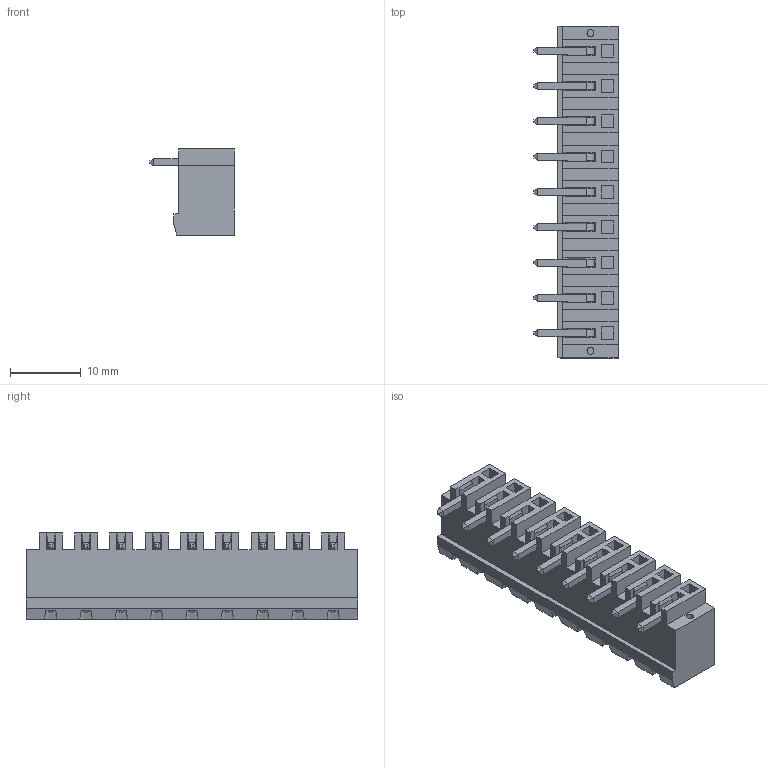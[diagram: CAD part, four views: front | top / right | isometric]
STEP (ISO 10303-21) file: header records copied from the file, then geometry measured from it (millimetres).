
FILE_DESCRIPTION( ( 'STEP AP214' ), '1' );
FILE_NAME( 'PV09-5-HR-P.stp', ' ', ( ' ' ), ( ' ' ), 'PSStep 14.0', 'VISI 19.0', ' ' );
FILE_SCHEMA( ( 'AUTOMOTIVE_DESIGN { 1 0 10303 214 1 1 1 1 }' ) );
Length unit declared in the file: millimetre
Products named in the file (1): 1
Bounding box: 11.9 x 47 x 12.2 mm (x, y, z)
Volume: 2049.1 mm3; surface area: 3951.8 mm2
Topology: 1 solids, 1 shells, 534 faces, 1329 edges, 826 vertices
Faces by surface type: plane 487, cylinder 29, cone 18
Full cylindrical faces by diameter (mm): 0.992 x2, 2.5 x9
Entity records: 19495 total; most frequent: CARTESIAN_POINT 2706, ORIENTED_EDGE 2600, DIRECTION 2428, EDGE_CURVE 1300, LINE 1206, VECTOR 1206, VERTEX_POINT 817, AXIS2_PLACEMENT_3D 611
